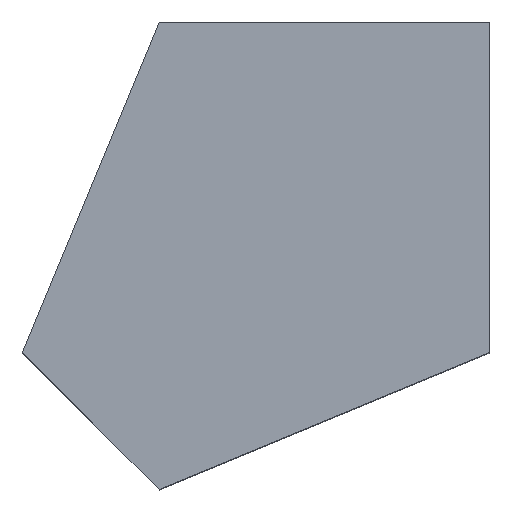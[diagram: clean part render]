
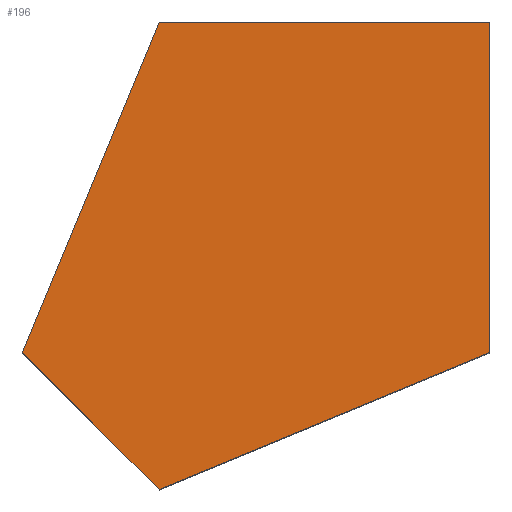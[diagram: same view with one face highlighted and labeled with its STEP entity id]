
A CAD part, top view. The second image highlights one B-rep face of the part: STEP entity #196.
In plain terms, the highlighted planar face has unit normal (0, 0, 1).
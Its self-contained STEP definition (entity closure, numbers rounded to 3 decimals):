
#4 = DIRECTION ( 'NONE',  ( 0., 1., 0. ) ) ;
#6 = ORIENTED_EDGE ( 'NONE', *, *, #96, .T. ) ;
#11 = VERTEX_POINT ( 'NONE', #327 ) ;
#13 = DIRECTION ( 'NONE',  ( 1., 0., 0. ) ) ;
#14 = CARTESIAN_POINT ( 'NONE',  ( 16.625, -23.753, 40. ) ) ;
#36 = CARTESIAN_POINT ( 'NONE',  ( 16.625, 16.247, 40. ) ) ;
#51 = ORIENTED_EDGE ( 'NONE', *, *, #126, .T. ) ;
#52 = EDGE_CURVE ( 'NONE', #340, #328, #159, .T. ) ;
#56 = DIRECTION ( 'NONE',  ( 0.924, 0.383, 0. ) ) ;
#60 = CARTESIAN_POINT ( 'NONE',  ( -23.375, 16.247, 40. ) ) ;
#64 = VECTOR ( 'NONE', #339, 1000. ) ;
#66 = PLANE ( 'NONE',  #235 ) ;
#73 = ORIENTED_EDGE ( 'NONE', *, *, #52, .T. ) ;
#92 = CARTESIAN_POINT ( 'NONE',  ( -23.379, -40.323, 40. ) ) ;
#94 = EDGE_CURVE ( 'NONE', #321, #340, #326, .T. ) ;
#96 = EDGE_CURVE ( 'NONE', #11, #333, #269, .T. ) ;
#126 = EDGE_CURVE ( 'NONE', #333, #321, #284, .T. ) ;
#128 = VECTOR ( 'NONE', #56, 1000. ) ;
#142 = EDGE_CURVE ( 'NONE', #328, #11, #298, .T. ) ;
#159 = LINE ( 'NONE', #329, #230 ) ;
#187 = CARTESIAN_POINT ( 'NONE',  ( -23.379, -40.323, 40. ) ) ;
#190 = DIRECTION ( 'NONE',  ( -1., 0., 0. ) ) ;
#196 = ADVANCED_FACE ( 'NONE', ( #305 ), #66, .T. ) ;
#208 = VECTOR ( 'NONE', #4, 1000. ) ;
#216 = CARTESIAN_POINT ( 'NONE',  ( -23.379, -40.323, 40. ) ) ;
#225 = DIRECTION ( 'NONE',  ( 0., 0., 1. ) ) ;
#230 = VECTOR ( 'NONE', #190, 1000. ) ;
#235 = AXIS2_PLACEMENT_3D ( 'NONE', #281, #225, #13 ) ;
#269 = LINE ( 'NONE', #216, #274 ) ;
#274 = VECTOR ( 'NONE', #301, 1000. ) ;
#277 = ORIENTED_EDGE ( 'NONE', *, *, #142, .T. ) ;
#278 = CARTESIAN_POINT ( 'NONE',  ( 16.625, -23.753, 40. ) ) ;
#281 = CARTESIAN_POINT ( 'NONE',  ( 0., 0., 40. ) ) ;
#284 = LINE ( 'NONE', #187, #128 ) ;
#298 = LINE ( 'NONE', #306, #64 ) ;
#301 = DIRECTION ( 'NONE',  ( 0.707, -0.707, 0. ) ) ;
#305 = FACE_OUTER_BOUND ( 'NONE', #317, .T. ) ;
#306 = CARTESIAN_POINT ( 'NONE',  ( -23.375, 16.247, 40. ) ) ;
#317 = EDGE_LOOP ( 'NONE', ( #51, #348, #73, #277, #6 ) ) ;
#321 = VERTEX_POINT ( 'NONE', #14 ) ;
#326 = LINE ( 'NONE', #278, #208 ) ;
#327 = CARTESIAN_POINT ( 'NONE',  ( -39.945, -23.757, 40. ) ) ;
#328 = VERTEX_POINT ( 'NONE', #60 ) ;
#329 = CARTESIAN_POINT ( 'NONE',  ( 16.625, 16.247, 40. ) ) ;
#333 = VERTEX_POINT ( 'NONE', #92 ) ;
#339 = DIRECTION ( 'NONE',  ( -0.383, -0.924, 0. ) ) ;
#340 = VERTEX_POINT ( 'NONE', #36 ) ;
#348 = ORIENTED_EDGE ( 'NONE', *, *, #94, .T. ) ;
